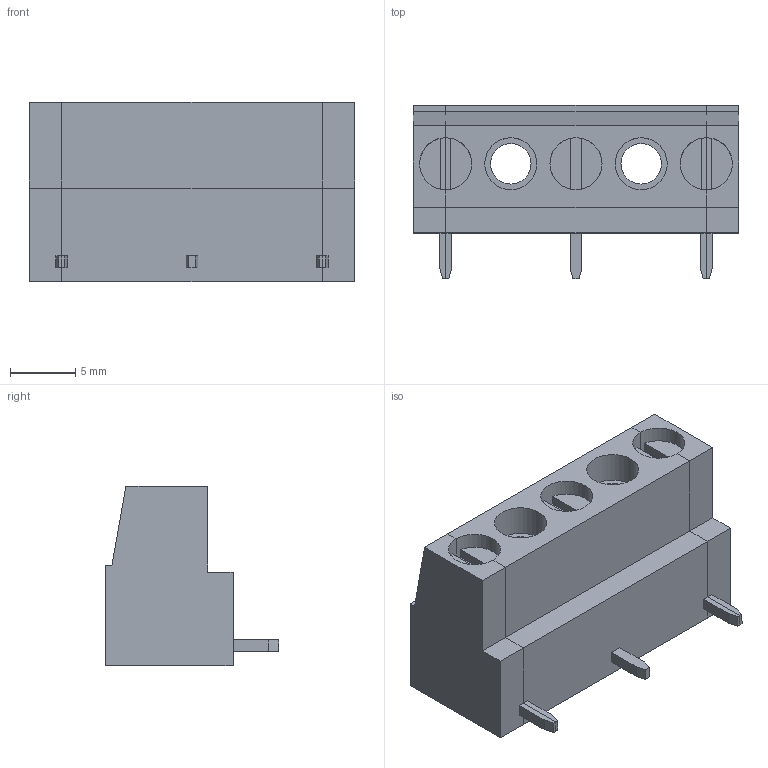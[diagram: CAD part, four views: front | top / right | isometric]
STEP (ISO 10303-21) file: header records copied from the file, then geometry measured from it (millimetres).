
FILE_DESCRIPTION( ( 'Unknown' ), '1' );
FILE_NAME( '691242800003.stp', 'Unknown', ( 'Unknown' ), ( 'Unknown' ), 'PSStep 18.0.17', 'Unknown', ' ' );
FILE_SCHEMA( ( 'AUTOMOTIVE_DESIGN { 1 0 10303 214 1 1 1 1 }' ) );
Length unit declared in the file: millimetre
Products named in the file (4): Assem1; 6912428000xx_SX; 6912428000xx_DX; 691242800003
Assembly tree (3 placements, depth 2):
  Assem1
    6912428000xx_SX
    6912428000xx_DX
    691242800003
Bounding box: 25 x 13.3 x 13.8 mm (x, y, z)
Volume: 2076.1 mm3; surface area: 2542.9 mm2
Topology: 3 solids, 3 shells, 189 faces, 505 edges, 330 vertices
Faces by surface type: plane 180, cylinder 9
Full cylindrical faces by diameter (mm): 3.1 x2, 4 x3
Entity records: 7332 total; most frequent: CARTESIAN_POINT 1021, ORIENTED_EDGE 998, DIRECTION 914, EDGE_CURVE 499, LINE 470, VECTOR 470, VERTEX_POINT 329, AXIS2_PLACEMENT_3D 222
